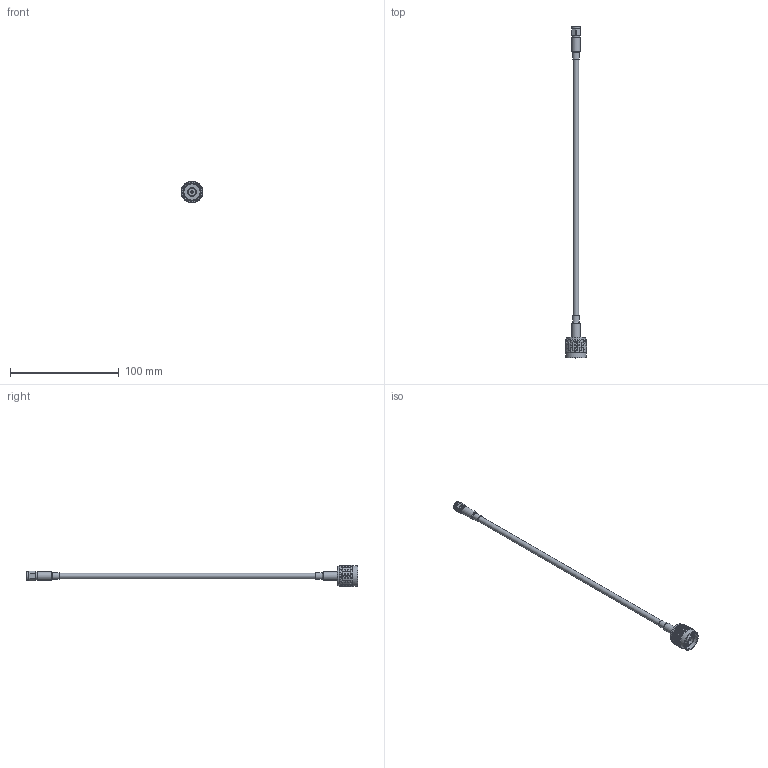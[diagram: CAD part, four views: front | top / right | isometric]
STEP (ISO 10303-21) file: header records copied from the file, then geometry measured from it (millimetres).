
FILE_DESCRIPTION(/* description */ ('Unknown'),/* implementation_level */ '2;1');
FILE_NAME(/* name */ '65506812430501',/* time_stamp */ '2022-04-21T09:54:43+02:00',/* author */ ('Unknown'),/* organization */ ('Unknown'),/* preprocessor_version */ 'ST-DEVELOPER v16.7',/* originating_system */ 'Solid Edge',/* authorisation */ 'Unknown');
FILE_SCHEMA (('AUTOMOTIVE_DESIGN {1 0 10303 214 3 1 1}'));
Products named in the file (1): 65506812430501
Bounding box: 20 x 304.8 x 19.98 mm (x, y, z)
Volume: 10310.1 mm3; surface area: 10515.4 mm2
Topology: 2 solids, 2 shells, 1316 faces, 2664 edges, 1383 vertices
Faces by surface type: bspline 904, cylinder 289, plane 86, cone 25, torus 12
Full cylindrical faces by diameter (mm): 0.92 x1, 1.27 x1, 1.65 x1, 2.1 x1, 2.15 x1, 4.05 x1, 4.56 x1, 4.75 x1, 5 x1, 6 x3, 6.5 x2, 6.58 x1, 6.66 x6, 6.98 x3, 7 x3, 7.28 x1, 7.3 x1, 7.48 x2, 7.8 x1, 8 x1, 8.2 x1, 16.5 x3, 17.5 x2, 17.7 x2, 18 x1, 19.1 x2
Entity records: 69808 total; most frequent: CARTESIAN_POINT 43925, ORIENTED_EDGE 5092, EDGE_CURVE 2546, EDGE_LOOP 1413, FACE_BOUND 1413, VERTEX_POINT 1339, STYLED_ITEM 1311, PRESENTATION_STYLE_ASSIGNMENT 1311
